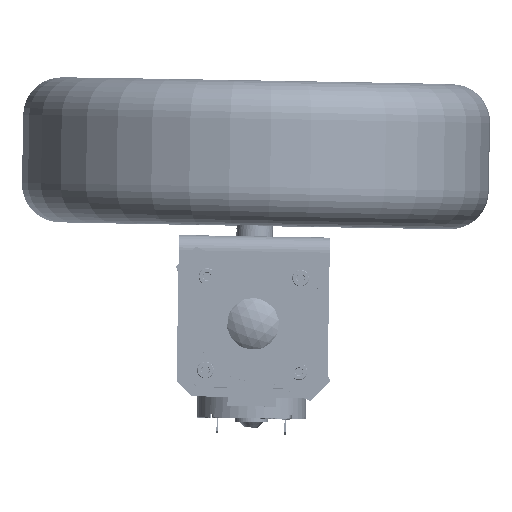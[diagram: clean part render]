
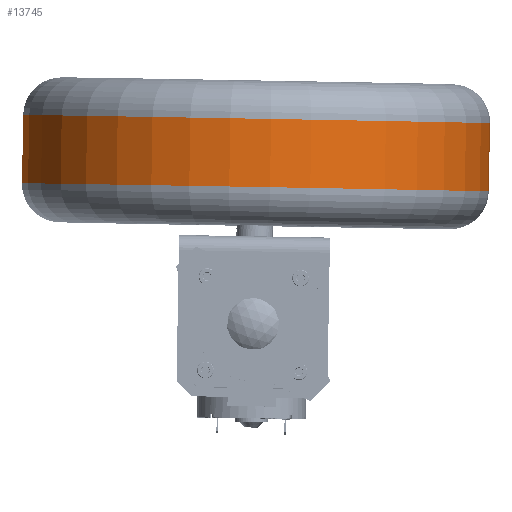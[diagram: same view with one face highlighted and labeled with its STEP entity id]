
A CAD part, top view. The second image highlights one B-rep face of the part: STEP entity #13745.
In plain terms, the highlighted cylindrical face has radius 77.47 mm (diameter 154.94 mm), a full revolution.
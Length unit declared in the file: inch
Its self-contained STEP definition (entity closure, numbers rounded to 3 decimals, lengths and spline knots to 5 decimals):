
#926=CYLINDRICAL_SURFACE('',#14938,3.05);
#1401=LINE('',#20851,#2433);
#2433=VECTOR('',#17082,3.05);
#3448=FACE_OUTER_BOUND('',#4260,.T.);
#4260=EDGE_LOOP('',(#10270,#10271,#10272,#10273,#10274,#10275));
#5573=CIRCLE('',#14929,3.05);
#5574=CIRCLE('',#14930,3.05);
#5579=CIRCLE('',#14936,3.05);
#5580=CIRCLE('',#14937,3.05);
#6270=VERTEX_POINT('',#20835);
#6271=VERTEX_POINT('',#20836);
#6274=VERTEX_POINT('',#20845);
#6275=VERTEX_POINT('',#20847);
#7768=EDGE_CURVE('',#6270,#6271,#5573,.T.);
#7769=EDGE_CURVE('',#6271,#6270,#5574,.T.);
#7774=EDGE_CURVE('',#6275,#6274,#5579,.T.);
#7775=EDGE_CURVE('',#6274,#6275,#5580,.T.);
#7776=EDGE_CURVE('',#6270,#6275,#1401,.T.);
#10270=ORIENTED_EDGE('',*,*,#7768,.T.);
#10271=ORIENTED_EDGE('',*,*,#7769,.T.);
#10272=ORIENTED_EDGE('',*,*,#7776,.T.);
#10273=ORIENTED_EDGE('',*,*,#7774,.T.);
#10274=ORIENTED_EDGE('',*,*,#7775,.T.);
#10275=ORIENTED_EDGE('',*,*,#7776,.F.);
#13745=ADVANCED_FACE('',(#3448),#926,.T.);
#14929=AXIS2_PLACEMENT_3D('',#20837,#17062,#17063);
#14930=AXIS2_PLACEMENT_3D('',#20838,#17064,#17065);
#14936=AXIS2_PLACEMENT_3D('',#20848,#17076,#17077);
#14937=AXIS2_PLACEMENT_3D('',#20849,#17078,#17079);
#14938=AXIS2_PLACEMENT_3D('',#20850,#17080,#17081);
#17062=DIRECTION('center_axis',(0.,0.,1.));
#17063=DIRECTION('ref_axis',(1.,0.,0.));
#17064=DIRECTION('center_axis',(0.,0.,1.));
#17065=DIRECTION('ref_axis',(1.,0.,0.));
#17076=DIRECTION('center_axis',(0.,0.,-1.));
#17077=DIRECTION('ref_axis',(1.,0.,0.));
#17078=DIRECTION('center_axis',(0.,0.,-1.));
#17079=DIRECTION('ref_axis',(1.,0.,0.));
#17080=DIRECTION('center_axis',(0.,0.,-1.));
#17081=DIRECTION('ref_axis',(-1.,0.,0.));
#17082=DIRECTION('',(0.,0.,1.));
#20835=CARTESIAN_POINT('',(3.05,0.,-0.445));
#20836=CARTESIAN_POINT('',(-3.05,0.,-0.445));
#20837=CARTESIAN_POINT('Origin',(0.,0.,-0.445));
#20838=CARTESIAN_POINT('Origin',(0.,0.,-0.445));
#20845=CARTESIAN_POINT('',(-3.05,0.,0.445));
#20847=CARTESIAN_POINT('',(3.05,0.,0.445));
#20848=CARTESIAN_POINT('Origin',(0.,0.,0.445));
#20849=CARTESIAN_POINT('Origin',(0.,0.,0.445));
#20850=CARTESIAN_POINT('Origin',(0.,0.,0.945));
#20851=CARTESIAN_POINT('',(3.05,0.,0.945));
